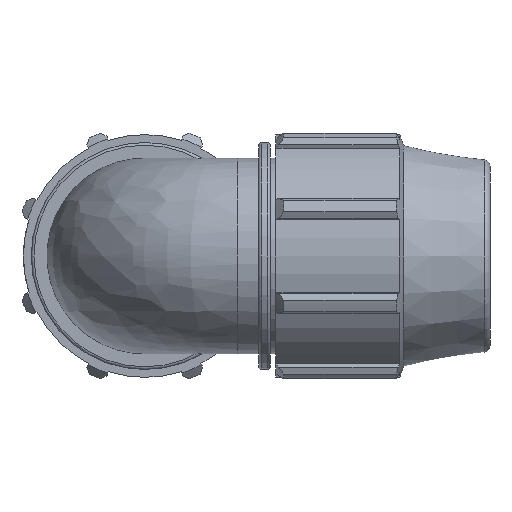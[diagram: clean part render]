
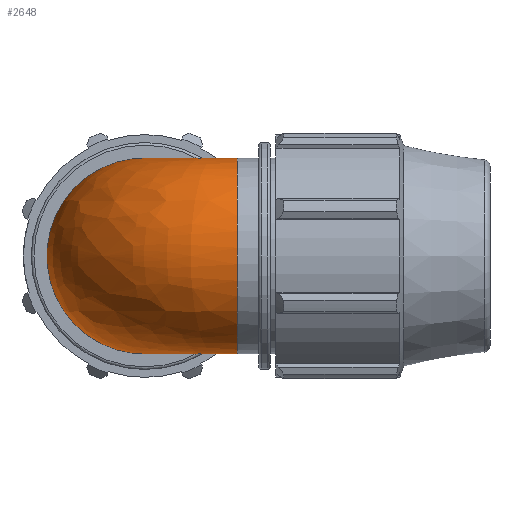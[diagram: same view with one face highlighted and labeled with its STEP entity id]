
A CAD part, front view. The second image highlights one B-rep face of the part: STEP entity #2648.
In plain terms, the highlighted free-form (B-spline) face has degree [2, 2] with [9, 3] control points.
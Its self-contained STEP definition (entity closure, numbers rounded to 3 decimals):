
#526=(
BOUNDED_SURFACE()
B_SPLINE_SURFACE(2,2,((#3925,#3926,#3927),(#3928,#3929,#3930),(#3931,#3932,
#3933),(#3934,#3935,#3936),(#3937,#3938,#3939),(#3940,#3941,#3942),(#3943,
#3944,#3945),(#3946,#3947,#3948),(#3949,#3950,#3951)),.UNSPECIFIED.,.F.,
 .F.,.F.)
B_SPLINE_SURFACE_WITH_KNOTS((3,2,2,2,3),(3,3),(-2.487,-1.243,
0.,1.243,2.487),(-1.571,
0.),.UNSPECIFIED.)
GEOMETRIC_REPRESENTATION_ITEM()
RATIONAL_B_SPLINE_SURFACE(((1.,0.707,1.),(0.813,
0.575,0.813),(1.,0.707,1.),(0.813,
0.575,0.813),(1.,0.707,1.),(0.813,
0.575,0.813),(1.,0.707,1.),(0.813,
0.575,0.813),(1.,0.707,1.)))
REPRESENTATION_ITEM('')
SURFACE()
);
#573=CIRCLE('',#2808,36.);
#574=CIRCLE('',#2809,36.);
#762=FACE_OUTER_BOUND('',#915,.T.);
#915=EDGE_LOOP('',(#1753,#1754,#1755,#1756));
#1093=B_SPLINE_CURVE_WITH_KNOTS('',3,(#3859,#3860,#3861,#3862,#3863,#3864,
#3865,#3866,#3867,#3868,#3869,#3870,#3871,#3872),.UNSPECIFIED.,.F.,.F.,
(4,2,2,2,2,2,4),(-0.001,0.,0.284,0.546,
0.716,0.893,0.894),.UNSPECIFIED.);
#1095=B_SPLINE_CURVE_WITH_KNOTS('',3,(#3895,#3896,#3897,#3898,#3899,#3900,
#3901,#3902,#3903,#3904,#3905,#3906,#3907,#3908),.UNSPECIFIED.,.F.,.F.,
(4,2,2,2,2,2,4),(-0.001,0.,0.177,0.347,
0.609,0.892,0.894),.UNSPECIFIED.);
#1098=VERTEX_POINT('',#3856);
#1099=VERTEX_POINT('',#3858);
#1102=VERTEX_POINT('',#3892);
#1103=VERTEX_POINT('',#3894);
#1360=EDGE_CURVE('',#1099,#1098,#1093,.T.);
#1364=EDGE_CURVE('',#1103,#1102,#1095,.T.);
#1372=EDGE_CURVE('',#1103,#1098,#573,.T.);
#1373=EDGE_CURVE('',#1099,#1102,#574,.T.);
#1753=ORIENTED_EDGE('',*,*,#1360,.T.);
#1754=ORIENTED_EDGE('',*,*,#1372,.F.);
#1755=ORIENTED_EDGE('',*,*,#1364,.T.);
#1756=ORIENTED_EDGE('',*,*,#1373,.F.);
#2648=ADVANCED_FACE('',(#762),#526,.F.);
#2808=AXIS2_PLACEMENT_3D('',#3952,#3089,#3090);
#2809=AXIS2_PLACEMENT_3D('',#3953,#3091,#3092);
#3089=DIRECTION('center_axis',(1.,0.,0.));
#3090=DIRECTION('ref_axis',(0.,0.,-1.));
#3091=DIRECTION('center_axis',(0.,1.,0.));
#3092=DIRECTION('ref_axis',(0.,0.,-1.));
#3856=CARTESIAN_POINT('',(34.,28.138,-22.456));
#3858=CARTESIAN_POINT('',(28.138,34.,-22.456));
#3859=CARTESIAN_POINT('Ctrl Pts',(28.138,34.,-22.456));
#3860=CARTESIAN_POINT('Ctrl Pts',(28.139,33.996,-22.455));
#3861=CARTESIAN_POINT('Ctrl Pts',(28.139,33.992,-22.454));
#3862=CARTESIAN_POINT('Ctrl Pts',(28.302,33.078,-22.253));
#3863=CARTESIAN_POINT('Ctrl Pts',(28.632,32.199,-22.103));
#3864=CARTESIAN_POINT('Ctrl Pts',(29.591,30.662,-21.945));
#3865=CARTESIAN_POINT('Ctrl Pts',(30.182,30.015,-21.929));
#3866=CARTESIAN_POINT('Ctrl Pts',(31.329,29.148,-22.006));
#3867=CARTESIAN_POINT('Ctrl Pts',(31.817,28.864,-22.062));
#3868=CARTESIAN_POINT('Ctrl Pts',(32.865,28.407,-22.223));
#3869=CARTESIAN_POINT('Ctrl Pts',(33.422,28.241,-22.328));
#3870=CARTESIAN_POINT('Ctrl Pts',(33.992,28.139,-22.454));
#3871=CARTESIAN_POINT('Ctrl Pts',(33.996,28.139,-22.455));
#3872=CARTESIAN_POINT('Ctrl Pts',(34.,28.138,-22.456));
#3892=CARTESIAN_POINT('',(28.138,34.,22.456));
#3894=CARTESIAN_POINT('',(34.,28.138,22.456));
#3895=CARTESIAN_POINT('Ctrl Pts',(34.,28.138,22.456));
#3896=CARTESIAN_POINT('Ctrl Pts',(33.996,28.139,22.455));
#3897=CARTESIAN_POINT('Ctrl Pts',(33.992,28.139,22.454));
#3898=CARTESIAN_POINT('Ctrl Pts',(33.422,28.241,22.328));
#3899=CARTESIAN_POINT('Ctrl Pts',(32.865,28.407,22.223));
#3900=CARTESIAN_POINT('Ctrl Pts',(31.817,28.864,22.062));
#3901=CARTESIAN_POINT('Ctrl Pts',(31.329,29.148,22.006));
#3902=CARTESIAN_POINT('Ctrl Pts',(30.182,30.015,21.929));
#3903=CARTESIAN_POINT('Ctrl Pts',(29.591,30.662,21.945));
#3904=CARTESIAN_POINT('Ctrl Pts',(28.632,32.199,22.103));
#3905=CARTESIAN_POINT('Ctrl Pts',(28.302,33.078,22.253));
#3906=CARTESIAN_POINT('Ctrl Pts',(28.139,33.992,22.454));
#3907=CARTESIAN_POINT('Ctrl Pts',(28.139,33.996,22.455));
#3908=CARTESIAN_POINT('Ctrl Pts',(28.138,34.,22.456));
#3925=CARTESIAN_POINT('Ctrl Pts',(34.,28.55,21.929));
#3926=CARTESIAN_POINT('Ctrl Pts',(28.55,28.55,21.929));
#3927=CARTESIAN_POINT('Ctrl Pts',(28.55,34.,21.929));
#3928=CARTESIAN_POINT('Ctrl Pts',(34.,12.84,42.383));
#3929=CARTESIAN_POINT('Ctrl Pts',(12.84,12.84,42.383));
#3930=CARTESIAN_POINT('Ctrl Pts',(12.84,34.,42.383));
#3931=CARTESIAN_POINT('Ctrl Pts',(34.,-11.58,34.087));
#3932=CARTESIAN_POINT('Ctrl Pts',(-11.58,-11.58,34.087));
#3933=CARTESIAN_POINT('Ctrl Pts',(-11.58,34.,34.087));
#3934=CARTESIAN_POINT('Ctrl Pts',(34.,-36.,25.791));
#3935=CARTESIAN_POINT('Ctrl Pts',(-36.,-36.,25.791));
#3936=CARTESIAN_POINT('Ctrl Pts',(-36.,34.,25.791));
#3937=CARTESIAN_POINT('Ctrl Pts',(34.,-36.,0.));
#3938=CARTESIAN_POINT('Ctrl Pts',(-36.,-36.,0.));
#3939=CARTESIAN_POINT('Ctrl Pts',(-36.,34.,0.));
#3940=CARTESIAN_POINT('Ctrl Pts',(34.,-36.,-25.791));
#3941=CARTESIAN_POINT('Ctrl Pts',(-36.,-36.,-25.791));
#3942=CARTESIAN_POINT('Ctrl Pts',(-36.,34.,-25.791));
#3943=CARTESIAN_POINT('Ctrl Pts',(34.,-11.58,-34.087));
#3944=CARTESIAN_POINT('Ctrl Pts',(-11.58,-11.58,-34.087));
#3945=CARTESIAN_POINT('Ctrl Pts',(-11.58,34.,-34.087));
#3946=CARTESIAN_POINT('Ctrl Pts',(34.,12.84,-42.383));
#3947=CARTESIAN_POINT('Ctrl Pts',(12.84,12.84,-42.383));
#3948=CARTESIAN_POINT('Ctrl Pts',(12.84,34.,-42.383));
#3949=CARTESIAN_POINT('Ctrl Pts',(34.,28.55,-21.929));
#3950=CARTESIAN_POINT('Ctrl Pts',(28.55,28.55,-21.929));
#3951=CARTESIAN_POINT('Ctrl Pts',(28.55,34.,-21.929));
#3952=CARTESIAN_POINT('Origin',(34.,0.,0.));
#3953=CARTESIAN_POINT('Origin',(0.,34.,0.));
